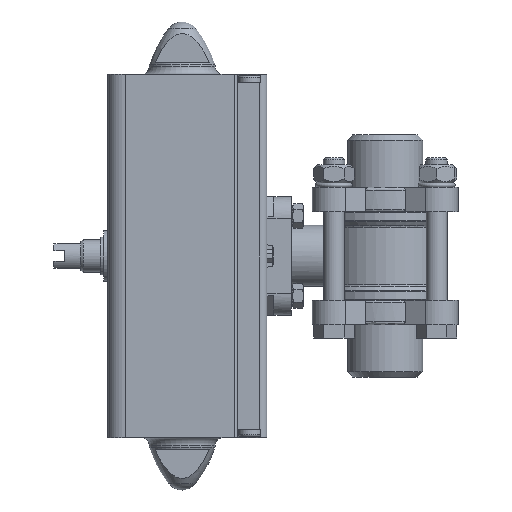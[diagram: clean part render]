
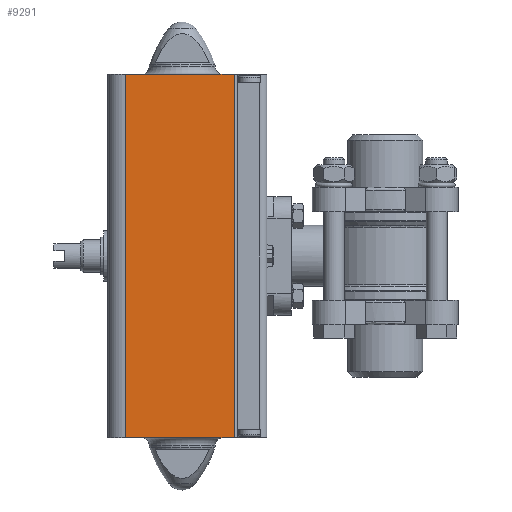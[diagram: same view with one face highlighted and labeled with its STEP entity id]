
A CAD part, left-side view. The second image highlights one B-rep face of the part: STEP entity #9291.
In plain terms, the highlighted planar face has unit normal (-1, 0, 0).
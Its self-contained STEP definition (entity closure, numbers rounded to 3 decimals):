
#2485=ORIENTED_EDGE('',*,*,#4220,.T.);
#2486=ORIENTED_EDGE('',*,*,#4221,.F.);
#2487=ORIENTED_EDGE('',*,*,#4222,.F.);
#2488=ORIENTED_EDGE('',*,*,#4223,.T.);
#4220=EDGE_CURVE('',#5233,#5234,#5988,.T.);
#4221=EDGE_CURVE('',#5235,#5234,#5989,.T.);
#4222=EDGE_CURVE('',#5236,#5235,#5990,.T.);
#4223=EDGE_CURVE('',#5236,#5233,#5991,.T.);
#5233=VERTEX_POINT('',#15718);
#5234=VERTEX_POINT('',#15719);
#5235=VERTEX_POINT('',#15721);
#5236=VERTEX_POINT('',#15723);
#5988=LINE('',#15717,#6709);
#5989=LINE('',#15720,#6710);
#5990=LINE('',#15722,#6711);
#5991=LINE('',#15724,#6712);
#6709=VECTOR('',#12325,1000.);
#6710=VECTOR('',#12326,1000.);
#6711=VECTOR('',#12327,1000.);
#6712=VECTOR('',#12328,1000.);
#7457=EDGE_LOOP('',(#2485,#2486,#2487,#2488));
#8270=FACE_BOUND('',#7457,.T.);
#8815=PLANE('',#10227);
#9291=ADVANCED_FACE('',(#8270),#8815,.F.);
#10227=AXIS2_PLACEMENT_3D('',#15716,#12323,#12324);
#12323=DIRECTION('',(1.,0.,0.));
#12324=DIRECTION('',(0.,0.,-1.));
#12325=DIRECTION('',(0.,-1.,0.));
#12326=DIRECTION('',(0.,0.,-1.));
#12327=DIRECTION('',(0.,-1.,0.));
#12328=DIRECTION('',(0.,0.,-1.));
#15716=CARTESIAN_POINT('',(-27.7,21.2,67.5));
#15717=CARTESIAN_POINT('',(-27.7,21.2,-67.5));
#15718=CARTESIAN_POINT('',(-27.7,21.2,-67.5));
#15719=CARTESIAN_POINT('',(-27.7,-19.3,-67.5));
#15720=CARTESIAN_POINT('',(-27.7,-19.3,67.5));
#15721=CARTESIAN_POINT('',(-27.7,-19.3,67.5));
#15722=CARTESIAN_POINT('',(-27.7,21.2,67.5));
#15723=CARTESIAN_POINT('',(-27.7,21.2,67.5));
#15724=CARTESIAN_POINT('',(-27.7,21.2,67.5));
